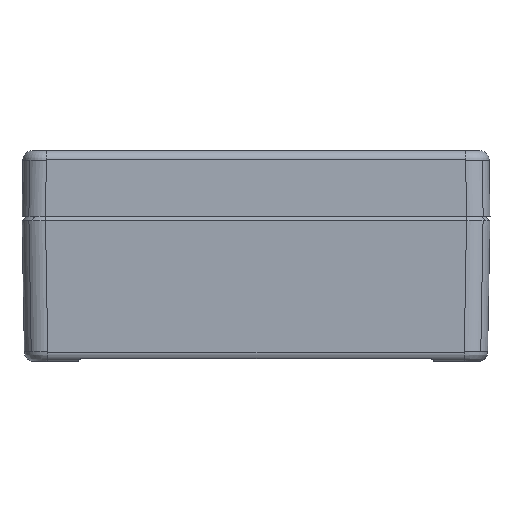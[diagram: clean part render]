
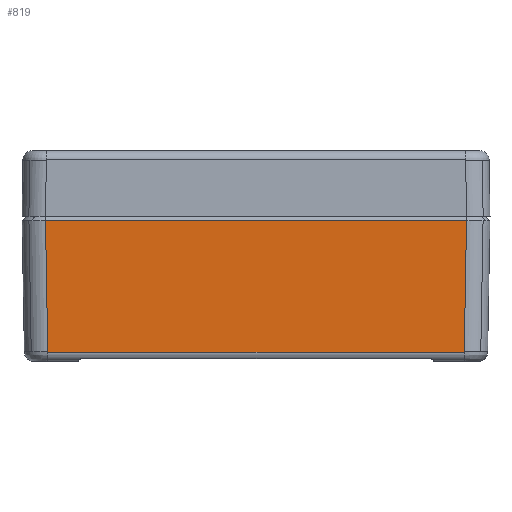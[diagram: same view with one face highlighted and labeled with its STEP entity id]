
A CAD part, front view. The second image highlights one B-rep face of the part: STEP entity #819.
In plain terms, the highlighted planar face has unit normal (0, -1, -0.018).
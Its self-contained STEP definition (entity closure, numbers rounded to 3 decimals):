
#755=AXIS2_PLACEMENT_3D('Plane Axis2P3D',#752,#753,#754) ;
#600=CARTESIAN_POINT('Vertex',(5.541,0.507,1.93)) ;
#604=CARTESIAN_POINT('Control Point',(5.507,0.507,1.938)) ;
#605=CARTESIAN_POINT('Control Point',(5.516,0.507,1.933)) ;
#606=CARTESIAN_POINT('Control Point',(5.529,0.507,1.93)) ;
#607=CARTESIAN_POINT('Control Point',(5.541,0.507,1.93)) ;
#608=CARTESIAN_POINT('Vertex',(5.507,0.507,1.938)) ;
#612=CARTESIAN_POINT('Control Point',(5.506,0.506,1.992)) ;
#613=CARTESIAN_POINT('Control Point',(5.506,0.506,1.965)) ;
#614=CARTESIAN_POINT('Control Point',(5.506,0.507,1.938)) ;
#615=CARTESIAN_POINT('Vertex',(5.506,0.506,1.992)) ;
#619=CARTESIAN_POINT('Control Point',(5.505,0.506,2.)) ;
#620=CARTESIAN_POINT('Control Point',(5.505,0.506,1.996)) ;
#621=CARTESIAN_POINT('Control Point',(5.505,0.506,1.992)) ;
#622=CARTESIAN_POINT('Vertex',(5.505,0.506,2.)) ;
#752=CARTESIAN_POINT('Axis2P3D Location',(5.017,0.017,30.)) ;
#757=CARTESIAN_POINT('Line Origine',(50.,0.507,1.93)) ;
#761=CARTESIAN_POINT('Vertex',(94.459,0.507,1.93)) ;
#765=CARTESIAN_POINT('Control Point',(94.493,0.507,1.938)) ;
#766=CARTESIAN_POINT('Control Point',(94.487,0.507,1.934)) ;
#767=CARTESIAN_POINT('Control Point',(94.481,0.507,1.932)) ;
#768=CARTESIAN_POINT('Control Point',(94.473,0.507,1.931)) ;
#769=CARTESIAN_POINT('Control Point',(94.466,0.507,1.93)) ;
#770=CARTESIAN_POINT('Control Point',(94.459,0.507,1.93)) ;
#771=CARTESIAN_POINT('Vertex',(94.493,0.507,1.938)) ;
#774=CARTESIAN_POINT('Line Origine',(94.493,0.507,1.965)) ;
#778=CARTESIAN_POINT('Vertex',(94.495,0.506,1.992)) ;
#781=CARTESIAN_POINT('Line Origine',(94.495,0.506,1.996)) ;
#785=CARTESIAN_POINT('Vertex',(94.495,0.506,2.)) ;
#788=CARTESIAN_POINT('Line Origine',(94.739,0.262,16.)) ;
#792=CARTESIAN_POINT('Vertex',(94.983,0.017,30.)) ;
#795=CARTESIAN_POINT('Line Origine',(50.,0.017,30.)) ;
#799=CARTESIAN_POINT('Vertex',(5.017,0.017,30.)) ;
#802=CARTESIAN_POINT('Line Origine',(5.261,0.262,16.)) ;
#753=DIRECTION('Axis2P3D Direction',(0.,-1.,-0.017)) ;
#754=DIRECTION('Axis2P3D XDirection',(0.,0.017,-1.)) ;
#758=DIRECTION('Vector Direction',(1.,0.,0.)) ;
#775=DIRECTION('Vector Direction',(0.,0.017,-1.)) ;
#782=DIRECTION('Vector Direction',(0.,0.017,-1.)) ;
#789=DIRECTION('Vector Direction',(-0.017,0.017,-1.)) ;
#796=DIRECTION('Vector Direction',(1.,0.,0.)) ;
#803=DIRECTION('Vector Direction',(0.017,0.017,-1.)) ;
#759=VECTOR('Line Direction',#758,1.) ;
#776=VECTOR('Line Direction',#775,1.) ;
#783=VECTOR('Line Direction',#782,1.) ;
#790=VECTOR('Line Direction',#789,1.) ;
#797=VECTOR('Line Direction',#796,1.) ;
#804=VECTOR('Line Direction',#803,1.) ;
#808=ORIENTED_EDGE('',*,*,#610,.T.) ;
#809=ORIENTED_EDGE('',*,*,#763,.T.) ;
#810=ORIENTED_EDGE('',*,*,#773,.F.) ;
#811=ORIENTED_EDGE('',*,*,#780,.T.) ;
#812=ORIENTED_EDGE('',*,*,#787,.T.) ;
#813=ORIENTED_EDGE('',*,*,#794,.T.) ;
#814=ORIENTED_EDGE('',*,*,#801,.T.) ;
#815=ORIENTED_EDGE('',*,*,#806,.T.) ;
#816=ORIENTED_EDGE('',*,*,#624,.T.) ;
#817=ORIENTED_EDGE('',*,*,#617,.T.) ;
#819=ADVANCED_FACE('Brep With Voids',(#818),#756,.T.) ;
#603=B_SPLINE_CURVE_WITH_KNOTS('',3,(#604,#605,#606,#607),.UNSPECIFIED.,.F.,.U.,(4,4),(0.,0.049),.UNSPECIFIED.) ;
#764=B_SPLINE_CURVE_WITH_KNOTS('',5,(#765,#766,#767,#768,#769,#770),.UNSPECIFIED.,.F.,.U.,(6,6),(0.,0.051),.UNSPECIFIED.) ;
#610=EDGE_CURVE('',#609,#601,#603,.T.) ;
#617=EDGE_CURVE('',#616,#609,#611,.T.) ;
#624=EDGE_CURVE('',#623,#616,#618,.T.) ;
#763=EDGE_CURVE('',#601,#762,#760,.T.) ;
#773=EDGE_CURVE('',#772,#762,#764,.T.) ;
#780=EDGE_CURVE('',#772,#779,#777,.F.) ;
#787=EDGE_CURVE('',#779,#786,#784,.F.) ;
#794=EDGE_CURVE('',#786,#793,#791,.F.) ;
#801=EDGE_CURVE('',#793,#800,#798,.F.) ;
#806=EDGE_CURVE('',#800,#623,#805,.T.) ;
#807=EDGE_LOOP('',(#808,#809,#810,#811,#812,#813,#814,#815,#816,#817)) ;
#818=FACE_OUTER_BOUND('',#807,.T.) ;
#760=LINE('Line',#757,#759) ;
#777=LINE('Line',#774,#776) ;
#784=LINE('Line',#781,#783) ;
#791=LINE('Line',#788,#790) ;
#798=LINE('Line',#795,#797) ;
#805=LINE('Line',#802,#804) ;
#756=PLANE('',#755) ;
#601=VERTEX_POINT('',#600) ;
#609=VERTEX_POINT('',#608) ;
#616=VERTEX_POINT('',#615) ;
#623=VERTEX_POINT('',#622) ;
#762=VERTEX_POINT('',#761) ;
#772=VERTEX_POINT('',#771) ;
#779=VERTEX_POINT('',#778) ;
#786=VERTEX_POINT('',#785) ;
#793=VERTEX_POINT('',#792) ;
#800=VERTEX_POINT('',#799) ;
#611=(BOUNDED_CURVE()B_SPLINE_CURVE(2,(#612,#613,#614),.UNSPECIFIED.,.F.,.U.)B_SPLINE_CURVE_WITH_KNOTS((3,3),(0.011,0.089),.UNSPECIFIED.)CURVE()GEOMETRIC_REPRESENTATION_ITEM()RATIONAL_B_SPLINE_CURVE((0.998,0.993,0.987))REPRESENTATION_ITEM('')) ;
#618=(BOUNDED_CURVE()B_SPLINE_CURVE(2,(#619,#620,#621),.UNSPECIFIED.,.F.,.U.)B_SPLINE_CURVE_WITH_KNOTS((3,3),(0.,0.011),.UNSPECIFIED.)CURVE()GEOMETRIC_REPRESENTATION_ITEM()RATIONAL_B_SPLINE_CURVE((1.,0.999,0.998))REPRESENTATION_ITEM('')) ;
